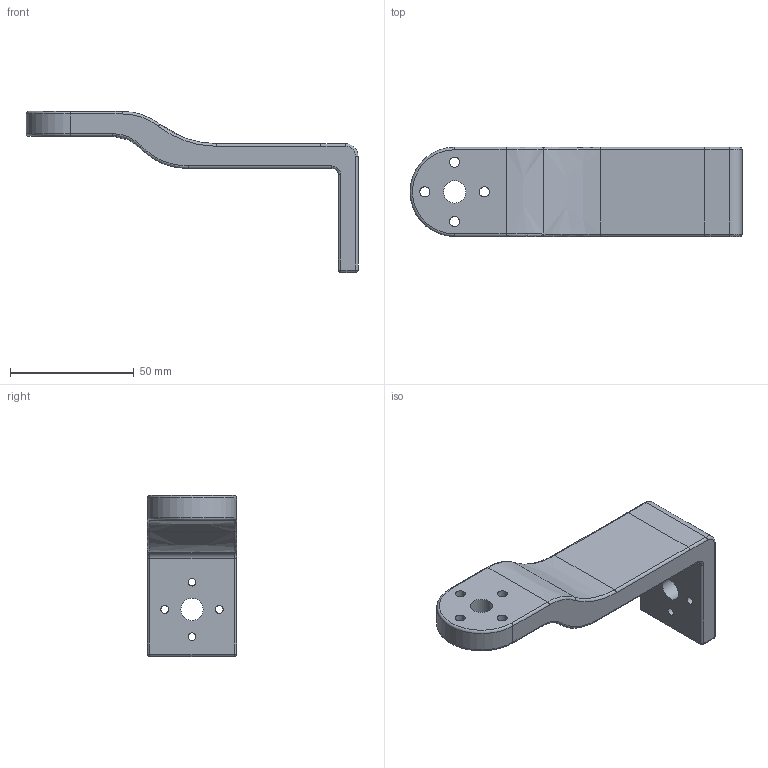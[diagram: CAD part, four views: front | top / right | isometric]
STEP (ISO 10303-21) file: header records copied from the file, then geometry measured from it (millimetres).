
FILE_DESCRIPTION(/* description */ (''),/* implementation_level */ '2;1');
FILE_NAME(/* name */ '四臂.step',/* time_stamp */ '2022-04-30T21:50:45+08:00',/* author */ (''),/* organization */ (''),/* preprocessor_version */ 'ST-DEVELOPER v18.1',/* originating_system */ 'Autodesk Translation Framework v10.14.0.1471',/* authorisation */ '');
FILE_SCHEMA (('AUTOMOTIVE_DESIGN { 1 0 10303 214 3 1 1 }'));
Length unit declared in the file: millimetre
Products named in the file (1): 四臂
Bounding box: 134 x 36 x 65 mm (x, y, z)
Volume: 60411.5 mm3; surface area: 17177.4 mm2
Topology: 1 solids, 1 shells, 63 faces, 145 edges, 84 vertices
Faces by surface type: cylinder 31, bspline 12, plane 10, torus 6, sphere 4
Full cylindrical faces by diameter (mm): 3.1 x4, 4.1 x4, 9 x2
Entity records: 2115 total; most frequent: CARTESIAN_POINT 643, DIRECTION 297, ORIENTED_EDGE 290, EDGE_CURVE 145, AXIS2_PLACEMENT_3D 122, VERTEX_POINT 84, EDGE_LOOP 83, CIRCLE 70
